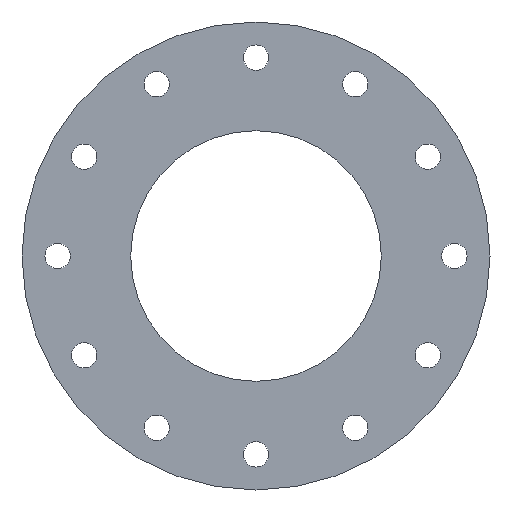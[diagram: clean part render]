
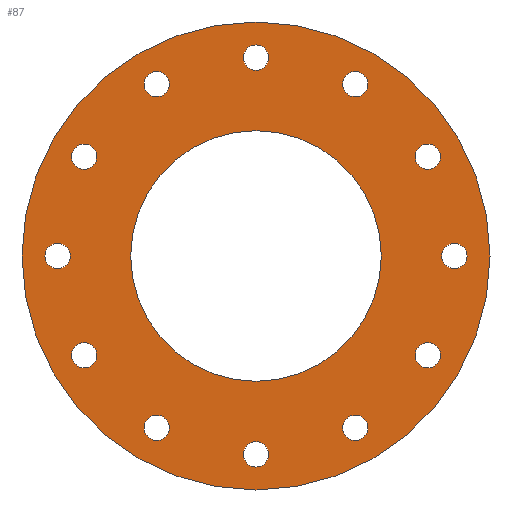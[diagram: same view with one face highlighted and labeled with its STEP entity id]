
A CAD part, left-side view. The second image highlights one B-rep face of the part: STEP entity #87.
In plain terms, the highlighted planar face has unit normal (-1, 0, 0).
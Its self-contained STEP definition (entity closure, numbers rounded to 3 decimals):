
#87 = ADVANCED_FACE( '', ( #202, #203, #204, #205, #206, #207, #208, #209, #210, #211, #212, #213, #214, #215 ), #216, .T. );
#202 = FACE_BOUND( '', #325, .T. );
#203 = FACE_BOUND( '', #326, .T. );
#204 = FACE_BOUND( '', #327, .T. );
#205 = FACE_BOUND( '', #328, .T. );
#206 = FACE_BOUND( '', #329, .T. );
#207 = FACE_BOUND( '', #330, .T. );
#208 = FACE_BOUND( '', #331, .T. );
#209 = FACE_BOUND( '', #332, .T. );
#210 = FACE_BOUND( '', #333, .T. );
#211 = FACE_BOUND( '', #334, .T. );
#212 = FACE_BOUND( '', #335, .T. );
#213 = FACE_BOUND( '', #336, .T. );
#214 = FACE_BOUND( '', #337, .T. );
#215 = FACE_OUTER_BOUND( '', #338, .T. );
#216 = PLANE( '', #339 );
#325 = EDGE_LOOP( '', ( #482 ) );
#326 = EDGE_LOOP( '', ( #483 ) );
#327 = EDGE_LOOP( '', ( #484 ) );
#328 = EDGE_LOOP( '', ( #485 ) );
#329 = EDGE_LOOP( '', ( #486 ) );
#330 = EDGE_LOOP( '', ( #487 ) );
#331 = EDGE_LOOP( '', ( #488 ) );
#332 = EDGE_LOOP( '', ( #489 ) );
#333 = EDGE_LOOP( '', ( #490 ) );
#334 = EDGE_LOOP( '', ( #491 ) );
#335 = EDGE_LOOP( '', ( #492 ) );
#336 = EDGE_LOOP( '', ( #493 ) );
#337 = EDGE_LOOP( '', ( #494 ) );
#338 = EDGE_LOOP( '', ( #495 ) );
#339 = AXIS2_PLACEMENT_3D( '', #496, #497, #498 );
#482 = ORIENTED_EDGE( '', *, *, #563, .F. );
#483 = ORIENTED_EDGE( '', *, *, #557, .F. );
#484 = ORIENTED_EDGE( '', *, *, #544, .F. );
#485 = ORIENTED_EDGE( '', *, *, #561, .F. );
#486 = ORIENTED_EDGE( '', *, *, #516, .F. );
#487 = ORIENTED_EDGE( '', *, *, #555, .F. );
#488 = ORIENTED_EDGE( '', *, *, #553, .F. );
#489 = ORIENTED_EDGE( '', *, *, #565, .F. );
#490 = ORIENTED_EDGE( '', *, *, #549, .F. );
#491 = ORIENTED_EDGE( '', *, *, #559, .F. );
#492 = ORIENTED_EDGE( '', *, *, #538, .F. );
#493 = ORIENTED_EDGE( '', *, *, #566, .F. );
#494 = ORIENTED_EDGE( '', *, *, #540, .F. );
#495 = ORIENTED_EDGE( '', *, *, #551, .T. );
#496 = CARTESIAN_POINT( '', ( 0., 0., 0. ) );
#497 = DIRECTION( '', ( -1., 0., 0. ) );
#498 = DIRECTION( '', ( 0., 0., 1. ) );
#516 = EDGE_CURVE( '', #577, #577, #578, .T. );
#538 = EDGE_CURVE( '', #616, #616, #617, .T. );
#540 = EDGE_CURVE( '', #619, #619, #620, .T. );
#544 = EDGE_CURVE( '', #625, #625, #626, .T. );
#549 = EDGE_CURVE( '', #632, #632, #633, .T. );
#551 = EDGE_CURVE( '', #635, #635, #636, .T. );
#553 = EDGE_CURVE( '', #638, #638, #639, .T. );
#555 = EDGE_CURVE( '', #641, #641, #642, .T. );
#557 = EDGE_CURVE( '', #644, #644, #645, .T. );
#559 = EDGE_CURVE( '', #647, #647, #648, .T. );
#561 = EDGE_CURVE( '', #650, #650, #651, .T. );
#563 = EDGE_CURVE( '', #653, #653, #654, .T. );
#565 = EDGE_CURVE( '', #656, #656, #657, .T. );
#566 = EDGE_CURVE( '', #658, #658, #659, .T. );
#577 = VERTEX_POINT( '', #670 );
#578 = CIRCLE( '', #671, 6.75 );
#616 = VERTEX_POINT( '', #709 );
#617 = CIRCLE( '', #710, 6.75 );
#619 = VERTEX_POINT( '', #712 );
#620 = CIRCLE( '', #713, 66.95 );
#625 = VERTEX_POINT( '', #718 );
#626 = CIRCLE( '', #719, 6.75 );
#632 = VERTEX_POINT( '', #725 );
#633 = CIRCLE( '', #726, 6.75 );
#635 = VERTEX_POINT( '', #728 );
#636 = CIRCLE( '', #729, 125. );
#638 = VERTEX_POINT( '', #731 );
#639 = CIRCLE( '', #732, 6.75 );
#641 = VERTEX_POINT( '', #734 );
#642 = CIRCLE( '', #735, 6.75 );
#644 = VERTEX_POINT( '', #737 );
#645 = CIRCLE( '', #738, 6.75 );
#647 = VERTEX_POINT( '', #740 );
#648 = CIRCLE( '', #741, 6.75 );
#650 = VERTEX_POINT( '', #743 );
#651 = CIRCLE( '', #744, 6.75 );
#653 = VERTEX_POINT( '', #746 );
#654 = CIRCLE( '', #747, 6.75 );
#656 = VERTEX_POINT( '', #749 );
#657 = CIRCLE( '', #750, 6.75 );
#658 = VERTEX_POINT( '', #751 );
#659 = CIRCLE( '', #752, 6.75 );
#670 = CARTESIAN_POINT( '', ( 0., -53., -85.049 ) );
#671 = AXIS2_PLACEMENT_3D( '', #764, #765, #766 );
#709 = CARTESIAN_POINT( '', ( 0., 53., 98.549 ) );
#710 = AXIS2_PLACEMENT_3D( '', #815, #816, #817 );
#712 = CARTESIAN_POINT( '', ( 0., 66.95, 0. ) );
#713 = AXIS2_PLACEMENT_3D( '', #818, #819, #820 );
#718 = CARTESIAN_POINT( '', ( 0., -106., 6.75 ) );
#719 = AXIS2_PLACEMENT_3D( '', #824, #825, #826 );
#725 = CARTESIAN_POINT( '', ( 0., 106., 6.75 ) );
#726 = AXIS2_PLACEMENT_3D( '', #830, #831, #832 );
#728 = CARTESIAN_POINT( '', ( 0., 125., 0. ) );
#729 = AXIS2_PLACEMENT_3D( '', #833, #834, #835 );
#731 = CARTESIAN_POINT( '', ( 0., 53., -85.049 ) );
#732 = AXIS2_PLACEMENT_3D( '', #836, #837, #838 );
#734 = CARTESIAN_POINT( '', ( 0., 0., -99.25 ) );
#735 = AXIS2_PLACEMENT_3D( '', #839, #840, #841 );
#737 = CARTESIAN_POINT( '', ( 0., -91.799, 59.75 ) );
#738 = AXIS2_PLACEMENT_3D( '', #842, #843, #844 );
#740 = CARTESIAN_POINT( '', ( 0., 91.799, 59.75 ) );
#741 = AXIS2_PLACEMENT_3D( '', #845, #846, #847 );
#743 = CARTESIAN_POINT( '', ( 0., -91.799, -46.25 ) );
#744 = AXIS2_PLACEMENT_3D( '', #848, #849, #850 );
#746 = CARTESIAN_POINT( '', ( 0., -53., 98.549 ) );
#747 = AXIS2_PLACEMENT_3D( '', #851, #852, #853 );
#749 = CARTESIAN_POINT( '', ( 0., 91.799, -46.25 ) );
#750 = AXIS2_PLACEMENT_3D( '', #854, #855, #856 );
#751 = CARTESIAN_POINT( '', ( 0., 0., 112.75 ) );
#752 = AXIS2_PLACEMENT_3D( '', #857, #858, #859 );
#764 = CARTESIAN_POINT( '', ( 0., -53., -91.799 ) );
#765 = DIRECTION( '', ( -1., 0., 0. ) );
#766 = DIRECTION( '', ( 0., 0., 1. ) );
#815 = CARTESIAN_POINT( '', ( 0., 53., 91.799 ) );
#816 = DIRECTION( '', ( -1., 0., 0. ) );
#817 = DIRECTION( '', ( 0., 0., 1. ) );
#818 = CARTESIAN_POINT( '', ( 0., 0., 0. ) );
#819 = DIRECTION( '', ( -1., 0., 0. ) );
#820 = DIRECTION( '', ( 0., 1., 0. ) );
#824 = CARTESIAN_POINT( '', ( 0., -106., 0. ) );
#825 = DIRECTION( '', ( -1., 0., 0. ) );
#826 = DIRECTION( '', ( 0., 0., 1. ) );
#830 = CARTESIAN_POINT( '', ( 0., 106., 0. ) );
#831 = DIRECTION( '', ( -1., 0., 0. ) );
#832 = DIRECTION( '', ( 0., 0., 1. ) );
#833 = CARTESIAN_POINT( '', ( 0., 0., 0. ) );
#834 = DIRECTION( '', ( -1., 0., 0. ) );
#835 = DIRECTION( '', ( 0., 1., 0. ) );
#836 = CARTESIAN_POINT( '', ( 0., 53., -91.799 ) );
#837 = DIRECTION( '', ( -1., 0., 0. ) );
#838 = DIRECTION( '', ( 0., 0., 1. ) );
#839 = CARTESIAN_POINT( '', ( 0., 0., -106. ) );
#840 = DIRECTION( '', ( -1., 0., 0. ) );
#841 = DIRECTION( '', ( 0., 0., 1. ) );
#842 = CARTESIAN_POINT( '', ( 0., -91.799, 53. ) );
#843 = DIRECTION( '', ( -1., 0., 0. ) );
#844 = DIRECTION( '', ( 0., 0., 1. ) );
#845 = CARTESIAN_POINT( '', ( 0., 91.799, 53. ) );
#846 = DIRECTION( '', ( -1., 0., 0. ) );
#847 = DIRECTION( '', ( 0., 0., 1. ) );
#848 = CARTESIAN_POINT( '', ( 0., -91.799, -53. ) );
#849 = DIRECTION( '', ( -1., 0., 0. ) );
#850 = DIRECTION( '', ( 0., 0., 1. ) );
#851 = CARTESIAN_POINT( '', ( 0., -53., 91.799 ) );
#852 = DIRECTION( '', ( -1., 0., 0. ) );
#853 = DIRECTION( '', ( 0., 0., 1. ) );
#854 = CARTESIAN_POINT( '', ( 0., 91.799, -53. ) );
#855 = DIRECTION( '', ( -1., 0., 0. ) );
#856 = DIRECTION( '', ( 0., 0., 1. ) );
#857 = CARTESIAN_POINT( '', ( 0., 0., 106. ) );
#858 = DIRECTION( '', ( -1., 0., 0. ) );
#859 = DIRECTION( '', ( 0., 0., 1. ) );
